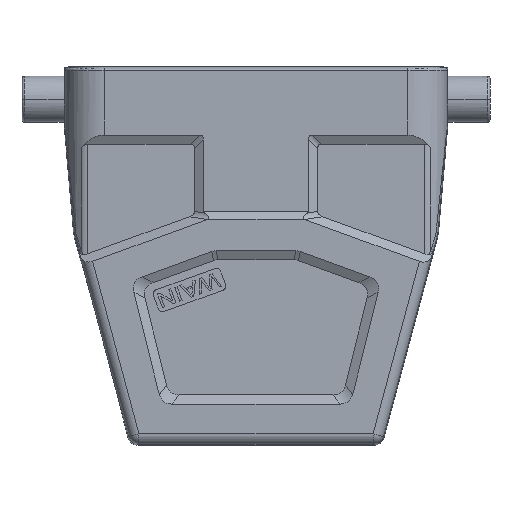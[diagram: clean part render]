
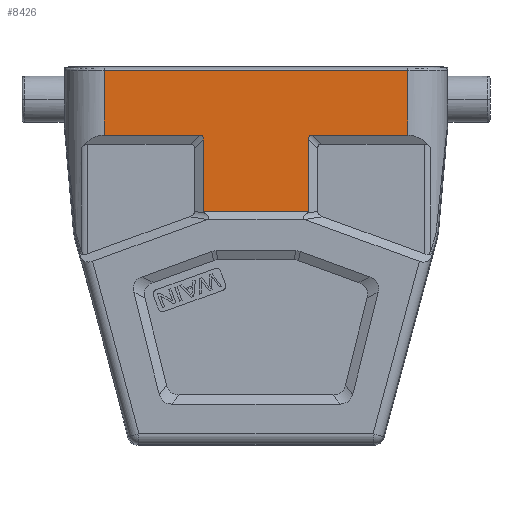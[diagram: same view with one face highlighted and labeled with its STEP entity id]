
A CAD part, front view. The second image highlights one B-rep face of the part: STEP entity #8426.
In plain terms, the highlighted planar face has unit normal (0, -1, 0).
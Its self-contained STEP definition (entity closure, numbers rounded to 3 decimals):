
#384=CARTESIAN_POINT('',(28.878,-21.5,
-0.783));
#410=CARTESIAN_POINT('',(28.878,-21.5,-13.));
#412=DIRECTION('',(0.,0.,1.));
#413=VECTOR('',#412,12.217);
#414=CARTESIAN_POINT('',(28.878,-21.5,-13.));
#415=LINE('',#414,#413);
#426=DIRECTION('',(-1.,0.,0.));
#427=VECTOR('',#426,57.755);
#428=CARTESIAN_POINT('',(28.878,-21.5,
-0.783));
#429=LINE('',#428,#427);
#434=DIRECTION('',(-1.,0.,0.));
#435=VECTOR('',#434,20.);
#436=CARTESIAN_POINT('',(10.,-21.5,-27.456));
#437=LINE('',#436,#435);
#448=DIRECTION('',(1.,0.,0.));
#449=VECTOR('',#448,18.128);
#450=CARTESIAN_POINT('',(10.75,-21.5,-13.));
#451=LINE('',#450,#449);
#712=DIRECTION('',(0.,0.,-1.));
#713=VECTOR('',#712,12.217);
#714=CARTESIAN_POINT('',(-28.878,-21.5,
-0.783));
#715=LINE('',#714,#713);
#5623=DIRECTION('',(1.,0.,0.));
#5624=VECTOR('',#5623,18.128);
#5625=CARTESIAN_POINT('',(-28.878,-21.5,-13.));
#5626=LINE('',#5625,#5624);
#5637=CARTESIAN_POINT('',(-10.75,-21.5,-13.));
#5638=CARTESIAN_POINT('',(-10.5,-21.5,-13.));
#5639=CARTESIAN_POINT('',(-10.138,-21.5,-13.138));
#5640=CARTESIAN_POINT('',(-10.,-21.5,-13.5));
#5641=CARTESIAN_POINT('',(-10.,-21.5,-13.75));
#5655=DIRECTION('',(0.,0.,-1.));
#5656=VECTOR('',#5655,13.706);
#5657=CARTESIAN_POINT('',(-10.,-21.5,-13.75));
#5658=LINE('',#5657,#5656);
#5659=DIRECTION('',(0.,0.,1.));
#5660=VECTOR('',#5659,13.706);
#5661=CARTESIAN_POINT('',(10.,-21.5,-27.456));
#5662=LINE('',#5661,#5660);
#5681=CARTESIAN_POINT('',(10.,-21.5,-13.75));
#5682=CARTESIAN_POINT('',(10.,-21.5,-13.5));
#5683=CARTESIAN_POINT('',(10.138,-21.5,-13.138));
#5684=CARTESIAN_POINT('',(10.5,-21.5,-13.));
#5685=CARTESIAN_POINT('',(10.75,-21.5,-13.));
#6926=VERTEX_POINT('',#384);
#6932=VERTEX_POINT('',#410);
#6936=CARTESIAN_POINT('',(-28.878,-21.5,
-0.783));
#6937=VERTEX_POINT('',#6936);
#6940=CARTESIAN_POINT('',(10.75,-21.5,-13.));
#6941=VERTEX_POINT('',#6940);
#6942=VERTEX_POINT('',#5681);
#6943=CARTESIAN_POINT('',(10.,-21.5,-27.456));
#6944=VERTEX_POINT('',#6943);
#6945=CARTESIAN_POINT('',(-10.,-21.5,-27.456));
#6946=VERTEX_POINT('',#6945);
#6947=CARTESIAN_POINT('',(-10.,-21.5,-13.75));
#6948=VERTEX_POINT('',#6947);
#6949=VERTEX_POINT('',#5637);
#6950=CARTESIAN_POINT('',(-28.878,-21.5,-13.));
#6951=VERTEX_POINT('',#6950);
#8401=CARTESIAN_POINT('',(0.,-21.5,0.));
#8402=DIRECTION('',(0.,1.,0.));
#8403=DIRECTION('',(-1.,0.,0.));
#8404=AXIS2_PLACEMENT_3D('',#8401,#8402,#8403);
#8405=PLANE('',#8404);
#8406=ORIENTED_EDGE('',*,*,#8391,.F.);
#8407=ORIENTED_EDGE('',*,*,#8366,.F.);
#8409=ORIENTED_EDGE('',*,*,#8408,.F.);
#8411=ORIENTED_EDGE('',*,*,#8410,.F.);
#8413=ORIENTED_EDGE('',*,*,#8412,.F.);
#8415=ORIENTED_EDGE('',*,*,#8414,.T.);
#8417=ORIENTED_EDGE('',*,*,#8416,.F.);
#8419=ORIENTED_EDGE('',*,*,#8418,.F.);
#8421=ORIENTED_EDGE('',*,*,#8420,.F.);
#8423=ORIENTED_EDGE('',*,*,#8422,.F.);
#8424=EDGE_LOOP('',(#8406,#8407,#8409,#8411,#8413,#8415,#8417,#8419,#8421,
#8423));
#8425=FACE_OUTER_BOUND('',#8424,.F.);
#5642=B_SPLINE_CURVE_WITH_KNOTS('',3,(#5637,#5638,#5639,#5640,#5641),
.UNSPECIFIED.,.F.,.F.,(4,1,4),(0.,0.5,1.),.UNSPECIFIED.);
#5686=B_SPLINE_CURVE_WITH_KNOTS('',3,(#5681,#5682,#5683,#5684,#5685),
.UNSPECIFIED.,.F.,.F.,(4,1,4),(0.,0.5,1.),.UNSPECIFIED.);
#8366=EDGE_CURVE('',#6932,#6926,#415,.T.);
#8391=EDGE_CURVE('',#6926,#6937,#429,.T.);
#8408=EDGE_CURVE('',#6941,#6932,#451,.T.);
#8410=EDGE_CURVE('',#6942,#6941,#5686,.T.);
#8412=EDGE_CURVE('',#6944,#6942,#5662,.T.);
#8414=EDGE_CURVE('',#6944,#6946,#437,.T.);
#8416=EDGE_CURVE('',#6948,#6946,#5658,.T.);
#8418=EDGE_CURVE('',#6949,#6948,#5642,.T.);
#8420=EDGE_CURVE('',#6951,#6949,#5626,.T.);
#8422=EDGE_CURVE('',#6937,#6951,#715,.T.);
#8426=ADVANCED_FACE('',(#8425),#8405,.F.);
